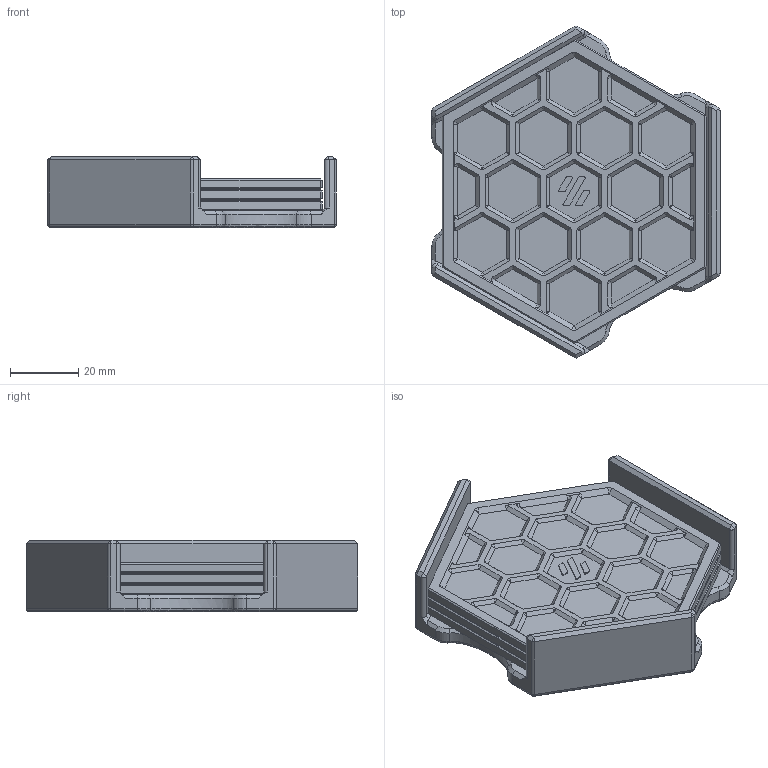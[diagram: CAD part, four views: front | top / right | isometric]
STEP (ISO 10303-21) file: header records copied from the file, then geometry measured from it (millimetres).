
FILE_DESCRIPTION(/* description */ (''),/* implementation_level */ '2;1');
FILE_NAME(/* name */ 'Summer_Coaster_Contest.step',/* time_stamp */ '2024-07-11T14:49:01-07:00',/* author */ (''),/* organization */ (''),/* preprocessor_version */ 'ST-DEVELOPER v20',/* originating_system */ 'Autodesk Translation Framework v13.14.0.145',/* authorisation */ '');
FILE_SCHEMA (('AUTOMOTIVE_DESIGN { 1 0 10303 214 3 1 1 }'));
Length unit declared in the file: millimetre
Products named in the file (14): Summer_Coaster_Contest; Coaster_Caddy; Coasters; HexGrid_Coaster; Logo; Accent; Main; Blank_Coaster; Middle; Border; Voron_Logo_Coaster; Border_1; Logo_1; Middle_1
Assembly tree (13 placements, depth 4):
  Summer_Coaster_Contest
    Coaster_Caddy
    Coasters
      HexGrid_Coaster
        Logo
        Accent
        Main
      Blank_Coaster
        Middle
        Border
      Voron_Logo_Coaster
        Border_1
        Logo_1
        Middle_1
Bounding box: 84.66 x 97.45 x 21 mm (x, y, z)
Volume: 69047.8 mm3; surface area: 84752.8 mm2
Topology: 13 solids, 13 shells, 740 faces, 1896 edges, 1062 vertices
Faces by surface type: plane 353, cone 222, cylinder 129, torus 18, bspline 12, sphere 6
Entity records: 21921 total; most frequent: CARTESIAN_POINT 4056, DIRECTION 3765, ORIENTED_EDGE 3564, EDGE_CURVE 1782, AXIS2_PLACEMENT_3D 1260, LINE 1245, VECTOR 1245, VERTEX_POINT 1062
